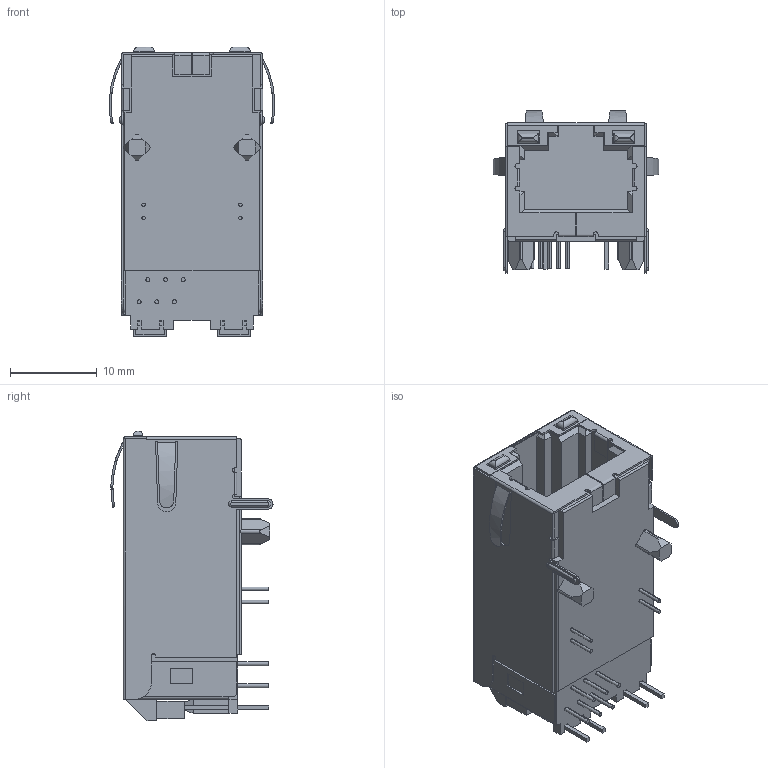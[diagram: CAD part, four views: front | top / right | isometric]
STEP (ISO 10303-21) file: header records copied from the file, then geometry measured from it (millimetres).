
FILE_DESCRIPTION (( 'STEP AP214' ), '1' );
FILE_NAME ('0826-1X1T-GJ-F.STEP', '2018-10-23T11:13:14', ( '' ), ( '' ), 'SwSTEP 2.0', 'SolidWorks 2017', '' );
FILE_SCHEMA (( 'AUTOMOTIVE_DESIGN' ));
Length unit declared in the file: millimetre
Products named in the file (1): 0826-1X1T-GJ-F
Bounding box: 19.1 x 18.69 x 33.44 mm (x, y, z)
Volume: 5440.4 mm3; surface area: 6458.7 mm2
Topology: 23 solids, 23 shells, 519 faces, 1285 edges, 812 vertices
Faces by surface type: plane 388, cylinder 121, bspline 4, torus 4, sphere 2
Entity records: 15545 total; most frequent: CARTESIAN_POINT 3075, ORIENTED_EDGE 2566, DIRECTION 2421, EDGE_CURVE 1283, VECTOR 1013, LINE 1013, VERTEX_POINT 812, AXIS2_PLACEMENT_3D 704
